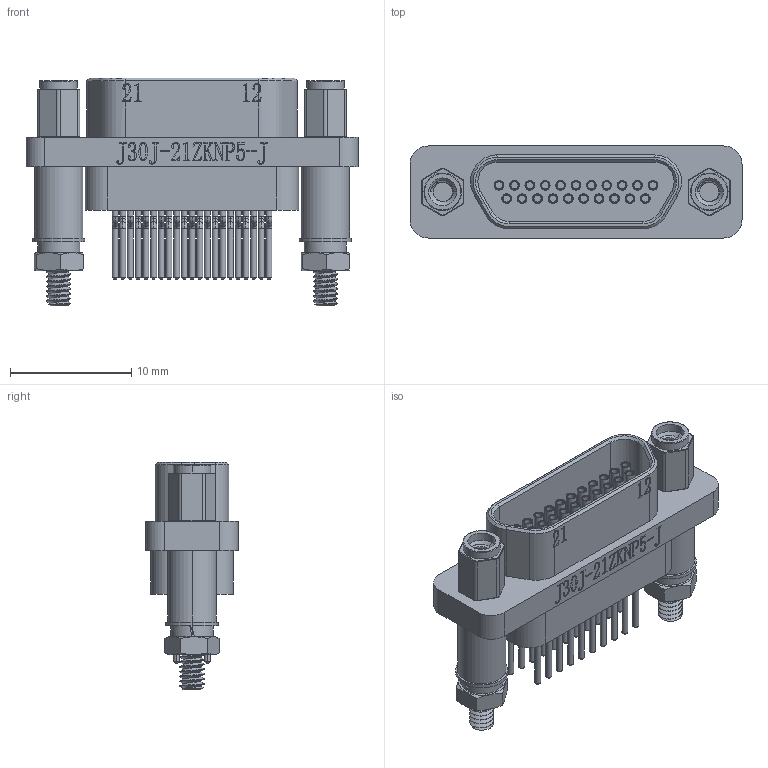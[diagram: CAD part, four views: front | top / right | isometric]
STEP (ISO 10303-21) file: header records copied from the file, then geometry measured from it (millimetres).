
FILE_DESCRIPTION (( 'STEP AP203' ), '1' );
FILE_NAME ('FMD003-F021SDNA-00.STEP', '2026-03-26T01:35:30', ( '' ), ( '' ), 'SwSTEP 2.0', 'SolidWorks 2021', '' );
FILE_SCHEMA (( 'CONFIG_CONTROL_DESIGN' ));
Length unit declared in the file: millimetre
Products named in the file (1): FMD003-F021SDNA-00
Bounding box: 27.4 x 7.6 x 18.8 mm (x, y, z)
Volume: 1322.2 mm3; surface area: 2514.4 mm2
Topology: 1 solids, 1 shells, 1637 faces, 4290 edges, 2772 vertices
Faces by surface type: plane 657, cylinder 478, bspline 270, cone 120, torus 112
Entity records: 66680 total; most frequent: CARTESIAN_POINT 28593, ORIENTED_EDGE 8580, DIRECTION 6985, EDGE_CURVE 4290, VERTEX_POINT 2772, VECTOR 2393, LINE 2393, AXIS2_PLACEMENT_3D 2296
